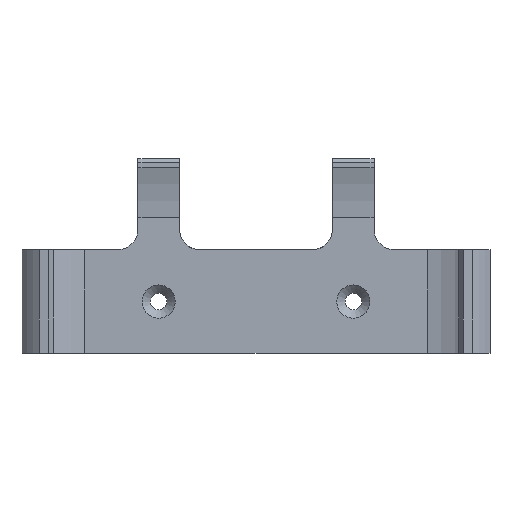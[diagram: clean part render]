
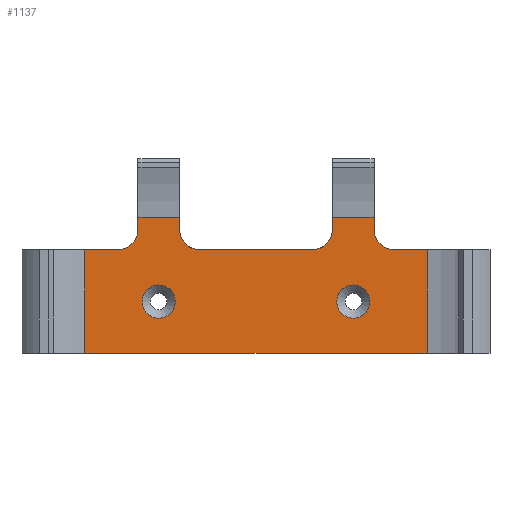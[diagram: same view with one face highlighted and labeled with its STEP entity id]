
A CAD part, top view. The second image highlights one B-rep face of the part: STEP entity #1137.
In plain terms, the highlighted planar face has unit normal (0, 0, 1).
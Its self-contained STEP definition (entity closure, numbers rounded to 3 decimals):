
#23=FACE_BOUND('',#186,.T.);
#24=FACE_BOUND('',#187,.T.);
#56=PLANE('',#1246);
#127=FACE_OUTER_BOUND('',#185,.T.);
#185=EDGE_LOOP('',(#1001,#1002,#1003,#1004,#1005,#1006,#1007,#1008,#1009,
#1010,#1011,#1012,#1013,#1014,#1015,#1016));
#186=EDGE_LOOP('',(#1017));
#187=EDGE_LOOP('',(#1018));
#213=LINE('',#1639,#337);
#227=LINE('',#1682,#351);
#238=LINE('',#1714,#362);
#241=LINE('',#1727,#365);
#259=LINE('',#1774,#383);
#261=LINE('',#1778,#385);
#262=LINE('',#1780,#386);
#266=LINE('',#1787,#390);
#290=LINE('',#1840,#414);
#307=LINE('',#1880,#431);
#308=LINE('',#1883,#432);
#309=LINE('',#1884,#433);
#337=VECTOR('',#1311,10.);
#351=VECTOR('',#1341,10.);
#362=VECTOR('',#1366,10.);
#365=VECTOR('',#1379,10.);
#383=VECTOR('',#1413,10.);
#385=VECTOR('',#1419,10.);
#386=VECTOR('',#1422,10.);
#390=VECTOR('',#1428,10.);
#414=VECTOR('',#1494,10.);
#431=VECTOR('',#1535,10.);
#432=VECTOR('',#1538,10.);
#433=VECTOR('',#1539,10.);
#451=CIRCLE('',#1168,4.);
#454=CIRCLE('',#1173,4.);
#458=CIRCLE('',#1179,5.);
#469=CIRCLE('',#1192,5.);
#473=CIRCLE('',#1198,5.);
#478=CIRCLE('',#1205,5.);
#491=VERTEX_POINT('',#1601);
#494=VERTEX_POINT('',#1611);
#499=VERTEX_POINT('',#1624);
#500=VERTEX_POINT('',#1626);
#504=VERTEX_POINT('',#1636);
#505=VERTEX_POINT('',#1638);
#526=VERTEX_POINT('',#1680);
#529=VERTEX_POINT('',#1688);
#530=VERTEX_POINT('',#1690);
#540=VERTEX_POINT('',#1712);
#542=VERTEX_POINT('',#1718);
#543=VERTEX_POINT('',#1720);
#545=VERTEX_POINT('',#1726);
#556=VERTEX_POINT('',#1750);
#566=VERTEX_POINT('',#1772);
#568=VERTEX_POINT('',#1785);
#587=VERTEX_POINT('',#1878);
#588=VERTEX_POINT('',#1882);
#599=EDGE_CURVE('',#491,#491,#451,.T.);
#604=EDGE_CURVE('',#494,#494,#454,.T.);
#611=EDGE_CURVE('',#499,#500,#458,.T.);
#617=EDGE_CURVE('',#504,#505,#213,.T.);
#639=EDGE_CURVE('',#526,#499,#227,.T.);
#643=EDGE_CURVE('',#529,#530,#469,.T.);
#655=EDGE_CURVE('',#529,#540,#238,.T.);
#658=EDGE_CURVE('',#542,#543,#473,.T.);
#661=EDGE_CURVE('',#545,#543,#241,.T.);
#674=EDGE_CURVE('',#556,#504,#478,.T.);
#685=EDGE_CURVE('',#566,#556,#259,.T.);
#687=EDGE_CURVE('',#542,#530,#261,.T.);
#688=EDGE_CURVE('',#566,#545,#262,.T.);
#692=EDGE_CURVE('',#540,#568,#266,.T.);
#718=EDGE_CURVE('',#500,#568,#290,.T.);
#738=EDGE_CURVE('',#526,#587,#307,.T.);
#739=EDGE_CURVE('',#588,#587,#308,.T.);
#740=EDGE_CURVE('',#505,#588,#309,.T.);
#1001=ORIENTED_EDGE('',*,*,#655,.T.);
#1002=ORIENTED_EDGE('',*,*,#692,.T.);
#1003=ORIENTED_EDGE('',*,*,#718,.F.);
#1004=ORIENTED_EDGE('',*,*,#611,.F.);
#1005=ORIENTED_EDGE('',*,*,#639,.F.);
#1006=ORIENTED_EDGE('',*,*,#738,.T.);
#1007=ORIENTED_EDGE('',*,*,#739,.F.);
#1008=ORIENTED_EDGE('',*,*,#740,.F.);
#1009=ORIENTED_EDGE('',*,*,#617,.F.);
#1010=ORIENTED_EDGE('',*,*,#674,.F.);
#1011=ORIENTED_EDGE('',*,*,#685,.F.);
#1012=ORIENTED_EDGE('',*,*,#688,.T.);
#1013=ORIENTED_EDGE('',*,*,#661,.T.);
#1014=ORIENTED_EDGE('',*,*,#658,.F.);
#1015=ORIENTED_EDGE('',*,*,#687,.T.);
#1016=ORIENTED_EDGE('',*,*,#643,.F.);
#1017=ORIENTED_EDGE('',*,*,#599,.T.);
#1018=ORIENTED_EDGE('',*,*,#604,.T.);
#1137=ADVANCED_FACE('',(#127,#23,#24),#56,.T.);
#1168=AXIS2_PLACEMENT_3D('',#1602,#1275,#1276);
#1173=AXIS2_PLACEMENT_3D('',#1612,#1287,#1288);
#1179=AXIS2_PLACEMENT_3D('',#1627,#1302,#1303);
#1192=AXIS2_PLACEMENT_3D('',#1691,#1349,#1350);
#1198=AXIS2_PLACEMENT_3D('',#1721,#1372,#1373);
#1205=AXIS2_PLACEMENT_3D('',#1752,#1397,#1398);
#1246=AXIS2_PLACEMENT_3D('',#1881,#1536,#1537);
#1275=DIRECTION('center_axis',(0.,0.,-1.));
#1276=DIRECTION('ref_axis',(1.,0.,0.));
#1287=DIRECTION('center_axis',(0.,0.,-1.));
#1288=DIRECTION('ref_axis',(1.,0.,0.));
#1302=DIRECTION('center_axis',(0.,0.,1.));
#1303=DIRECTION('ref_axis',(0.707,-0.707,0.));
#1311=DIRECTION('',(1.,0.,0.));
#1341=DIRECTION('',(1.,0.,0.));
#1349=DIRECTION('center_axis',(0.,0.,1.));
#1350=DIRECTION('ref_axis',(-0.707,-0.707,0.));
#1366=DIRECTION('',(0.,1.,0.));
#1372=DIRECTION('center_axis',(0.,0.,1.));
#1373=DIRECTION('ref_axis',(0.707,-0.707,0.));
#1379=DIRECTION('',(0.,-1.,0.));
#1397=DIRECTION('center_axis',(0.,0.,1.));
#1398=DIRECTION('ref_axis',(-0.707,-0.707,0.));
#1413=DIRECTION('',(0.,-1.,0.));
#1419=DIRECTION('',(-1.,0.,0.));
#1422=DIRECTION('',(-1.,0.,0.));
#1428=DIRECTION('',(-1.,0.,0.));
#1494=DIRECTION('',(0.,1.,0.));
#1535=DIRECTION('',(0.,-1.,0.));
#1536=DIRECTION('center_axis',(0.,0.,1.));
#1537=DIRECTION('ref_axis',(-1.,0.,0.));
#1538=DIRECTION('',(-1.,0.,0.));
#1539=DIRECTION('',(0.,-1.,0.));
#1601=CARTESIAN_POINT('',(-36.47,15.074,-0.5));
#1602=CARTESIAN_POINT('Origin',(-32.47,15.074,-0.5));
#1611=CARTESIAN_POINT('',(10.53,15.074,-0.5));
#1612=CARTESIAN_POINT('Origin',(14.53,15.074,-0.5));
#1624=CARTESIAN_POINT('',(-42.47,27.574,-0.5));
#1626=CARTESIAN_POINT('',(-37.47,32.574,-0.5));
#1627=CARTESIAN_POINT('Origin',(-42.47,32.574,-0.5));
#1636=CARTESIAN_POINT('',(24.53,27.574,-0.5));
#1638=CARTESIAN_POINT('',(32.33,27.574,-0.5));
#1639=CARTESIAN_POINT('',(-50.27,27.574,-0.5));
#1680=CARTESIAN_POINT('',(-50.27,27.574,-0.5));
#1682=CARTESIAN_POINT('',(-50.27,27.574,-0.5));
#1688=CARTESIAN_POINT('',(-27.47,32.569,-0.5));
#1690=CARTESIAN_POINT('',(-22.47,27.569,-0.5));
#1691=CARTESIAN_POINT('Origin',(-22.47,32.569,-0.5));
#1712=CARTESIAN_POINT('',(-27.47,35.374,-0.5));
#1714=CARTESIAN_POINT('',(-27.47,26.823,-0.5));
#1718=CARTESIAN_POINT('',(4.53,27.569,-0.5));
#1720=CARTESIAN_POINT('',(9.53,32.569,-0.5));
#1721=CARTESIAN_POINT('Origin',(4.53,32.569,-0.5));
#1726=CARTESIAN_POINT('',(9.53,35.374,-0.5));
#1727=CARTESIAN_POINT('',(9.53,26.823,-0.5));
#1750=CARTESIAN_POINT('',(19.53,32.574,-0.5));
#1752=CARTESIAN_POINT('Origin',(24.53,32.574,-0.5));
#1772=CARTESIAN_POINT('',(19.53,35.374,-0.5));
#1774=CARTESIAN_POINT('',(19.53,35.374,-0.5));
#1778=CARTESIAN_POINT('',(11.68,27.569,-0.5));
#1780=CARTESIAN_POINT('',(-8.97,35.374,-0.5));
#1785=CARTESIAN_POINT('',(-37.47,35.374,-0.5));
#1787=CARTESIAN_POINT('',(-8.97,35.374,-0.5));
#1840=CARTESIAN_POINT('',(-37.47,35.374,-0.5));
#1878=CARTESIAN_POINT('',(-50.27,2.574,-0.5));
#1880=CARTESIAN_POINT('',(-50.27,15.074,-0.5));
#1881=CARTESIAN_POINT('Origin',(32.33,15.074,-0.5));
#1882=CARTESIAN_POINT('',(32.33,2.574,-0.5));
#1883=CARTESIAN_POINT('',(-50.27,2.574,-0.5));
#1884=CARTESIAN_POINT('',(32.33,15.074,-0.5));
